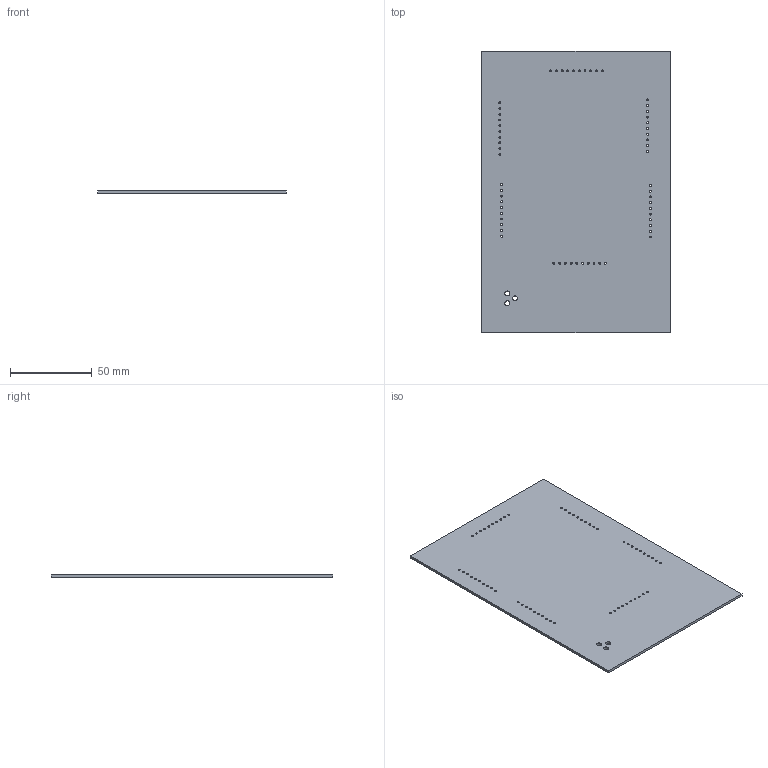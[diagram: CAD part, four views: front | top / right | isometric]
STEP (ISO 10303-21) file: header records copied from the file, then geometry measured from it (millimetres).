
FILE_DESCRIPTION(('KiCad electronic assembly'),'2;1');
FILE_NAME('PCB Audio Schematic.step','2025-03-03T12:40:38',('Pcbnew'),( 'Kicad'),'Open CASCADE STEP processor 7.8','KiCad to STEP converter' ,'Unknown');
FILE_SCHEMA(('AUTOMOTIVE_DESIGN { 1 0 10303 214 1 1 1 1 }'));
Length unit declared in the file: millimetre
Products named in the file (2): PCB Audio Schematic 1; PCB Audio Schematic_PCB
Assembly tree (1 placements, depth 2):
  PCB Audio Schematic 1
    PCB Audio Schematic_PCB
Bounding box: 115 x 172 x 1.6 mm (x, y, z)
Volume: 31505.6 mm3; surface area: 40707.5 mm2
Topology: 1 solids, 1 shells, 69 faces, 201 edges, 134 vertices
Faces by surface type: cylinder 63, plane 6
Full cylindrical faces by diameter (mm): 1.2 x60, 2.997 x3
Entity records: 2650 total; most frequent: DIRECTION 469, CARTESIAN_POINT 406, ORIENTED_EDGE 402, EDGE_CURVE 201, AXIS2_PLACEMENT_3D 197, FACE_BOUND 195, EDGE_LOOP 195, VERTEX_POINT 134
